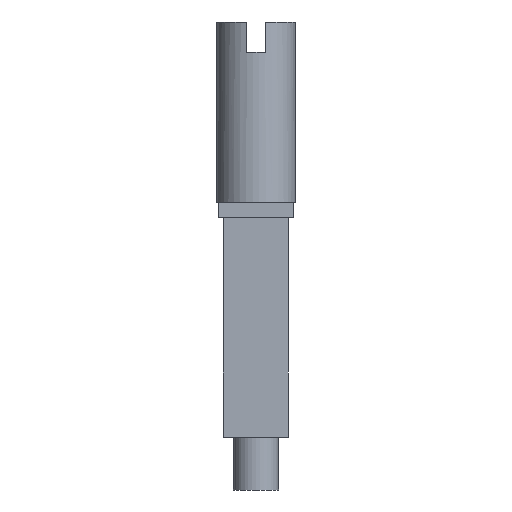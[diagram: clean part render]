
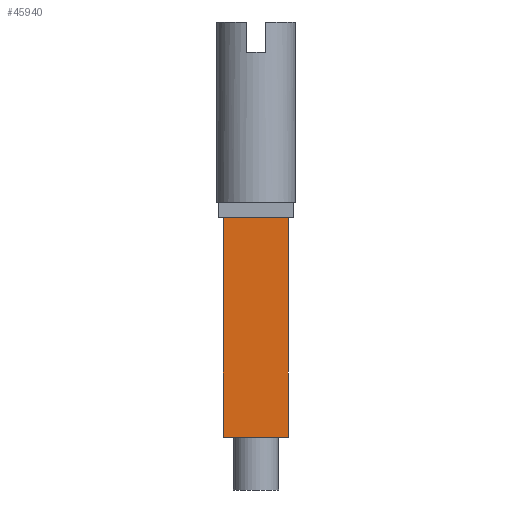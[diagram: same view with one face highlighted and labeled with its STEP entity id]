
A CAD part, left-side view. The second image highlights one B-rep face of the part: STEP entity #45940.
In plain terms, the highlighted face is planar.
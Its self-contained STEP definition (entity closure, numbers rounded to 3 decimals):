
#25400=CARTESIAN_POINT('',(-84.61,3.6,
-7.429));
#25410=DIRECTION('',(0.,0.,-1.));
#25420=VECTOR('',#25410,1.);
#25430=LINE('',#25400,#25420);
#25440=CARTESIAN_POINT('',(-84.61,3.6,
-7.859));
#25450=VERTEX_POINT('',#25440);
#25460=CARTESIAN_POINT('',(-84.61,3.6,
-12.159));
#25470=VERTEX_POINT('',#25460);
#25480=EDGE_CURVE('',#25450,#25470,#25430,.T.);
#26120=CARTESIAN_POINT('',(-84.61,4.6,-12.159));
#26130=DIRECTION('',(0.,1.,0.));
#26140=VECTOR('',#26130,1.);
#26150=LINE('',#26120,#26140);
#26160=CARTESIAN_POINT('',(-84.61,-10.9,-12.159));
#26170=VERTEX_POINT('',#26160);
#26180=EDGE_CURVE('',#26170,#25470,#26150,.T.);
#45460=CARTESIAN_POINT('',(-84.61,4.6,-7.859));
#45470=DIRECTION('',(0.,-1.,0.));
#45480=VECTOR('',#45470,1.);
#45490=LINE('',#45460,#45480);
#45500=CARTESIAN_POINT('',(-84.61,-10.9,-7.859));
#45510=VERTEX_POINT('',#45500);
#45520=EDGE_CURVE('',#25450,#45510,#45490,.T.);
#45780=CARTESIAN_POINT('',(-84.61,3.6,
-7.859));
#45790=DIRECTION('',(1.,0.,0.));
#45800=DIRECTION('',(0.,0.,1.));
#45810=AXIS2_PLACEMENT_3D('',#45780,#45790,#45800);
#45820=PLANE('',#45810);
#45830=ORIENTED_EDGE('',*,*,#25480,.F.);
#45840=ORIENTED_EDGE('',*,*,#26180,.T.);
#45850=CARTESIAN_POINT('',(-84.61,-10.9,-10.01));
#45860=DIRECTION('',(0.,0.,-1.));
#45870=VECTOR('',#45860,1.);
#45880=LINE('',#45850,#45870);
#45890=EDGE_CURVE('',#45510,#26170,#45880,.T.);
#45900=ORIENTED_EDGE('',*,*,#45890,.T.);
#45910=ORIENTED_EDGE('',*,*,#45520,.T.);
#45920=EDGE_LOOP('',(#45910,#45900,#45840,#45830));
#45930=FACE_OUTER_BOUND('',#45920,.T.);
#45940=ADVANCED_FACE('',(#45930),#45820,.T.);
